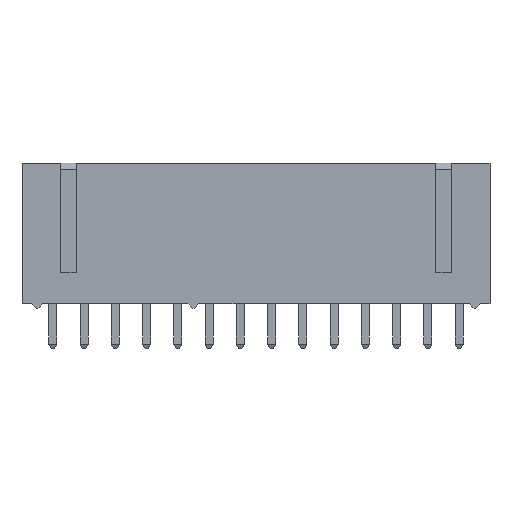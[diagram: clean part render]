
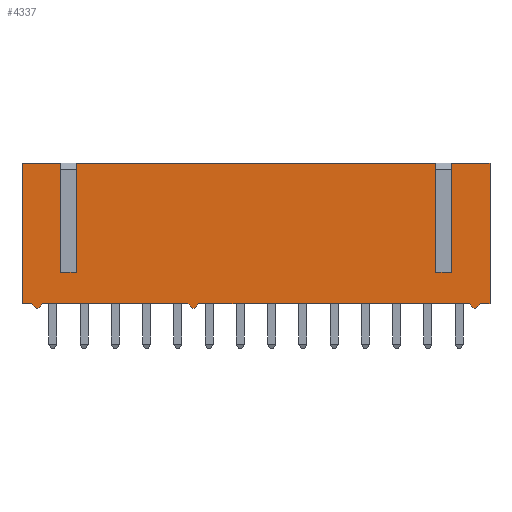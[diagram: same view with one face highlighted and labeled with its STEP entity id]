
A CAD part, front view. The second image highlights one B-rep face of the part: STEP entity #4337.
In plain terms, the highlighted planar face has unit normal (0, -1, 0).
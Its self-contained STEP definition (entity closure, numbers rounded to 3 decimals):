
#9=DIRECTION('',(1.,0.,0.));
#10=VECTOR('',#9,3.135);
#11=CARTESIAN_POINT('',(-19.01,-2.55,0.));
#12=LINE('',#11,#10);
#73=DIRECTION('',(1.,0.,0.));
#74=VECTOR('',#73,3.135);
#75=CARTESIAN_POINT('',(15.875,-2.55,0.));
#76=LINE('',#75,#74);
#121=DIRECTION('',(1.,0.,0.));
#122=VECTOR('',#121,29.21);
#123=CARTESIAN_POINT('',(-14.605,-2.55,0.));
#124=LINE('',#123,#122);
#233=DIRECTION('',(-0.707,0.,-0.707));
#234=VECTOR('',#233,0.537);
#235=CARTESIAN_POINT('',(-17.335,-2.55,-11.43));
#236=LINE('',#235,#234);
#237=DIRECTION('',(-1.,0.,0.));
#238=VECTOR('',#237,0.13);
#239=CARTESIAN_POINT('',(-17.715,-2.55,-11.81));
#240=LINE('',#239,#238);
#241=DIRECTION('',(-0.707,0.,0.707));
#242=VECTOR('',#241,0.537);
#243=CARTESIAN_POINT('',(-17.845,-2.55,-11.81));
#244=LINE('',#243,#242);
#245=DIRECTION('',(0.,0.,-1.));
#246=VECTOR('',#245,11.43);
#247=CARTESIAN_POINT('',(-19.01,-2.55,0.));
#248=LINE('',#247,#246);
#249=DIRECTION('',(0.,0.,-1.));
#250=VECTOR('',#249,8.89);
#251=CARTESIAN_POINT('',(-15.875,-2.55,0.));
#252=LINE('',#251,#250);
#253=DIRECTION('',(1.,0.,0.));
#254=VECTOR('',#253,1.27);
#255=CARTESIAN_POINT('',(-15.875,-2.55,-8.89));
#256=LINE('',#255,#254);
#257=DIRECTION('',(0.,0.,-1.));
#258=VECTOR('',#257,8.89);
#259=CARTESIAN_POINT('',(-14.605,-2.55,0.));
#260=LINE('',#259,#258);
#261=DIRECTION('',(0.,0.,-1.));
#262=VECTOR('',#261,8.89);
#263=CARTESIAN_POINT('',(14.605,-2.55,0.));
#264=LINE('',#263,#262);
#265=DIRECTION('',(1.,0.,0.));
#266=VECTOR('',#265,1.27);
#267=CARTESIAN_POINT('',(14.605,-2.55,-8.89));
#268=LINE('',#267,#266);
#269=DIRECTION('',(0.,0.,-1.));
#270=VECTOR('',#269,8.89);
#271=CARTESIAN_POINT('',(15.875,-2.55,0.));
#272=LINE('',#271,#270);
#273=DIRECTION('',(-0.707,0.,-0.707));
#274=VECTOR('',#273,0.537);
#275=CARTESIAN_POINT('',(18.225,-2.55,-11.43));
#276=LINE('',#275,#274);
#277=DIRECTION('',(-1.,0.,0.));
#278=VECTOR('',#277,0.13);
#279=CARTESIAN_POINT('',(17.845,-2.55,-11.81));
#280=LINE('',#279,#278);
#281=DIRECTION('',(-0.707,0.,0.707));
#282=VECTOR('',#281,0.537);
#283=CARTESIAN_POINT('',(17.715,-2.55,-11.81));
#284=LINE('',#283,#282);
#285=DIRECTION('',(-0.707,0.,-0.707));
#286=VECTOR('',#285,0.537);
#287=CARTESIAN_POINT('',(-4.635,-2.55,-11.43));
#288=LINE('',#287,#286);
#289=DIRECTION('',(-1.,0.,0.));
#290=VECTOR('',#289,0.13);
#291=CARTESIAN_POINT('',(-5.015,-2.55,-11.81));
#292=LINE('',#291,#290);
#293=DIRECTION('',(-0.707,0.,0.707));
#294=VECTOR('',#293,0.537);
#295=CARTESIAN_POINT('',(-5.145,-2.55,-11.81));
#296=LINE('',#295,#294);
#301=DIRECTION('',(1.,0.,0.));
#302=VECTOR('',#301,0.785);
#303=CARTESIAN_POINT('',(18.225,-2.55,-11.43));
#304=LINE('',#303,#302);
#333=DIRECTION('',(1.,0.,0.));
#334=VECTOR('',#333,21.97);
#335=CARTESIAN_POINT('',(-4.635,-2.55,-11.43));
#336=LINE('',#335,#334);
#349=DIRECTION('',(1.,0.,0.));
#350=VECTOR('',#349,11.81);
#351=CARTESIAN_POINT('',(-17.335,-2.55,-11.43));
#352=LINE('',#351,#350);
#389=DIRECTION('',(1.,0.,0.));
#390=VECTOR('',#389,0.785);
#391=CARTESIAN_POINT('',(-19.01,-2.55,-11.43));
#392=LINE('',#391,#390);
#745=DIRECTION('',(0.,0.,-1.));
#746=VECTOR('',#745,11.43);
#747=CARTESIAN_POINT('',(19.01,-2.55,0.));
#748=LINE('',#747,#746);
#3034=CARTESIAN_POINT('',(-19.01,-2.55,0.));
#3036=VERTEX_POINT('',#3034);
#3042=CARTESIAN_POINT('',(-19.01,-2.55,-11.43));
#3044=VERTEX_POINT('',#3042);
#3057=CARTESIAN_POINT('',(19.01,-2.55,0.));
#3059=VERTEX_POINT('',#3057);
#3073=CARTESIAN_POINT('',(19.01,-2.55,-11.43));
#3075=VERTEX_POINT('',#3073);
#3121=CARTESIAN_POINT('',(-15.875,-2.55,-8.89));
#3122=CARTESIAN_POINT('',(-14.605,-2.55,-8.89));
#3123=VERTEX_POINT('',#3121);
#3124=VERTEX_POINT('',#3122);
#3125=CARTESIAN_POINT('',(14.605,-2.55,-8.89));
#3126=CARTESIAN_POINT('',(15.875,-2.55,-8.89));
#3127=VERTEX_POINT('',#3125);
#3128=VERTEX_POINT('',#3126);
#3129=CARTESIAN_POINT('',(-15.875,-2.55,0.));
#3130=VERTEX_POINT('',#3129);
#3131=CARTESIAN_POINT('',(-14.605,-2.55,0.));
#3132=VERTEX_POINT('',#3131);
#3133=CARTESIAN_POINT('',(14.605,-2.55,0.));
#3134=VERTEX_POINT('',#3133);
#3135=CARTESIAN_POINT('',(15.875,-2.55,0.));
#3136=VERTEX_POINT('',#3135);
#3233=CARTESIAN_POINT('',(17.845,-2.55,-11.81));
#3234=CARTESIAN_POINT('',(17.715,-2.55,-11.81));
#3235=VERTEX_POINT('',#3233);
#3236=VERTEX_POINT('',#3234);
#3237=CARTESIAN_POINT('',(18.225,-2.55,-11.43));
#3239=VERTEX_POINT('',#3237);
#3241=CARTESIAN_POINT('',(17.335,-2.55,-11.43));
#3243=VERTEX_POINT('',#3241);
#3249=CARTESIAN_POINT('',(-5.015,-2.55,-11.81));
#3250=CARTESIAN_POINT('',(-5.145,-2.55,-11.81));
#3251=VERTEX_POINT('',#3249);
#3252=VERTEX_POINT('',#3250);
#3257=CARTESIAN_POINT('',(-4.635,-2.55,-11.43));
#3258=VERTEX_POINT('',#3257);
#3259=CARTESIAN_POINT('',(-5.525,-2.55,-11.43));
#3260=VERTEX_POINT('',#3259);
#3265=CARTESIAN_POINT('',(-17.715,-2.55,-11.81));
#3266=CARTESIAN_POINT('',(-17.845,-2.55,-11.81));
#3267=VERTEX_POINT('',#3265);
#3268=VERTEX_POINT('',#3266);
#3273=CARTESIAN_POINT('',(-17.335,-2.55,-11.43));
#3274=VERTEX_POINT('',#3273);
#3275=CARTESIAN_POINT('',(-18.225,-2.55,-11.43));
#3276=VERTEX_POINT('',#3275);
#4287=CARTESIAN_POINT('',(-19.01,-2.55,0.));
#4288=DIRECTION('',(0.,-1.,0.));
#4289=DIRECTION('',(1.,0.,0.));
#4290=AXIS2_PLACEMENT_3D('',#4287,#4288,#4289);
#4291=PLANE('',#4290);
#4293=ORIENTED_EDGE('',*,*,#4292,.F.);
#4295=ORIENTED_EDGE('',*,*,#4294,.T.);
#4297=ORIENTED_EDGE('',*,*,#4296,.T.);
#4299=ORIENTED_EDGE('',*,*,#4298,.T.);
#4301=ORIENTED_EDGE('',*,*,#4300,.F.);
#4303=ORIENTED_EDGE('',*,*,#4302,.F.);
#4304=ORIENTED_EDGE('',*,*,#3970,.T.);
#4305=ORIENTED_EDGE('',*,*,#4066,.T.);
#4307=ORIENTED_EDGE('',*,*,#4306,.T.);
#4309=ORIENTED_EDGE('',*,*,#4308,.F.);
#4310=ORIENTED_EDGE('',*,*,#4034,.T.);
#4312=ORIENTED_EDGE('',*,*,#4311,.T.);
#4314=ORIENTED_EDGE('',*,*,#4313,.T.);
#4315=ORIENTED_EDGE('',*,*,#4278,.F.);
#4316=ORIENTED_EDGE('',*,*,#4002,.T.);
#4318=ORIENTED_EDGE('',*,*,#4317,.T.);
#4320=ORIENTED_EDGE('',*,*,#4319,.F.);
#4322=ORIENTED_EDGE('',*,*,#4321,.T.);
#4324=ORIENTED_EDGE('',*,*,#4323,.T.);
#4326=ORIENTED_EDGE('',*,*,#4325,.T.);
#4328=ORIENTED_EDGE('',*,*,#4327,.F.);
#4330=ORIENTED_EDGE('',*,*,#4329,.T.);
#4332=ORIENTED_EDGE('',*,*,#4331,.T.);
#4334=ORIENTED_EDGE('',*,*,#4333,.T.);
#4335=EDGE_LOOP('',(#4293,#4295,#4297,#4299,#4301,#4303,#4304,#4305,#4307,#4309,
#4310,#4312,#4314,#4315,#4316,#4318,#4320,#4322,#4324,#4326,#4328,#4330,#4332,
#4334));
#4336=FACE_OUTER_BOUND('',#4335,.F.);
#4337=ADVANCED_FACE('',(#4336),#4291,.T.);
#3970=EDGE_CURVE('',#3036,#3130,#12,.T.);
#4002=EDGE_CURVE('',#3136,#3059,#76,.T.);
#4034=EDGE_CURVE('',#3132,#3134,#124,.T.);
#4066=EDGE_CURVE('',#3130,#3123,#252,.T.);
#4278=EDGE_CURVE('',#3136,#3128,#272,.T.);
#4292=EDGE_CURVE('',#3274,#3260,#352,.T.);
#4294=EDGE_CURVE('',#3274,#3267,#236,.T.);
#4296=EDGE_CURVE('',#3267,#3268,#240,.T.);
#4298=EDGE_CURVE('',#3268,#3276,#244,.T.);
#4300=EDGE_CURVE('',#3044,#3276,#392,.T.);
#4302=EDGE_CURVE('',#3036,#3044,#248,.T.);
#4306=EDGE_CURVE('',#3123,#3124,#256,.T.);
#4308=EDGE_CURVE('',#3132,#3124,#260,.T.);
#4311=EDGE_CURVE('',#3134,#3127,#264,.T.);
#4313=EDGE_CURVE('',#3127,#3128,#268,.T.);
#4317=EDGE_CURVE('',#3059,#3075,#748,.T.);
#4319=EDGE_CURVE('',#3239,#3075,#304,.T.);
#4321=EDGE_CURVE('',#3239,#3235,#276,.T.);
#4323=EDGE_CURVE('',#3235,#3236,#280,.T.);
#4325=EDGE_CURVE('',#3236,#3243,#284,.T.);
#4327=EDGE_CURVE('',#3258,#3243,#336,.T.);
#4329=EDGE_CURVE('',#3258,#3251,#288,.T.);
#4331=EDGE_CURVE('',#3251,#3252,#292,.T.);
#4333=EDGE_CURVE('',#3252,#3260,#296,.T.);
